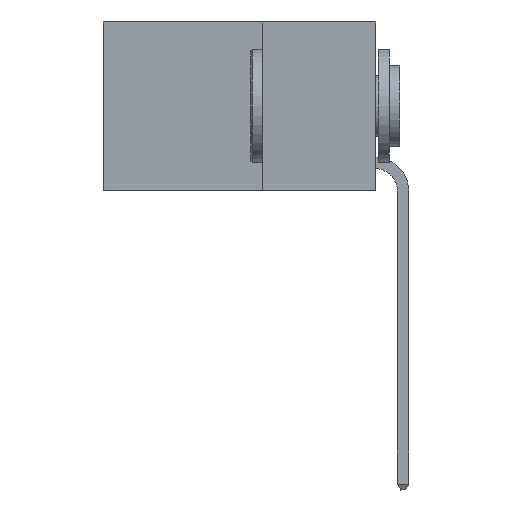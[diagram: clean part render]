
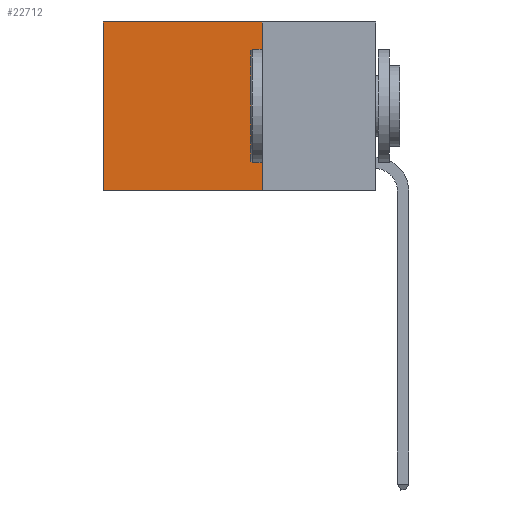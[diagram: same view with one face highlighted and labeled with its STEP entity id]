
A CAD part, left-side view. The second image highlights one B-rep face of the part: STEP entity #22712.
In plain terms, the highlighted planar face has unit normal (-1, 0, 0).
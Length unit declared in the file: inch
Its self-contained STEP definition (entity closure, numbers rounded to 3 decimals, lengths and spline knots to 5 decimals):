
#909 = LINE ( 'NONE', #6802, #1187 ) ;
#1187 = VECTOR ( 'NONE', #12312, 39.37008 ) ;
#2044 = ORIENTED_EDGE ( 'NONE', *, *, #23063, .T. ) ;
#2374 = EDGE_LOOP ( 'NONE', ( #20809, #8317, #12431, #2044 ) ) ;
#2877 = EDGE_CURVE ( 'NONE', #18336, #15431, #10649, .T. ) ;
#4114 = CARTESIAN_POINT ( 'NONE',  ( 0.2625, 0.6, 0. ) ) ;
#4884 = AXIS2_PLACEMENT_3D ( 'NONE', #22065, #18197, #24345 ) ;
#6320 = EDGE_CURVE ( 'NONE', #25080, #15273, #14885, .T. ) ;
#6802 = CARTESIAN_POINT ( 'NONE',  ( 0.2625, 0.25, 0. ) ) ;
#6909 = CARTESIAN_POINT ( 'NONE',  ( 0.2625, 0.6, 0. ) ) ;
#8317 = ORIENTED_EDGE ( 'NONE', *, *, #18775, .F. ) ;
#8809 = CARTESIAN_POINT ( 'NONE',  ( 0.2625, 0.6, -0.37 ) ) ;
#10649 = LINE ( 'NONE', #6909, #11810 ) ;
#10808 = FACE_OUTER_BOUND ( 'NONE', #2374, .T. ) ;
#10856 = VECTOR ( 'NONE', #23125, 39.37008 ) ;
#11810 = VECTOR ( 'NONE', #20715, 39.37008 ) ;
#12312 = DIRECTION ( 'NONE',  ( 0., 1., 0. ) ) ;
#12431 = ORIENTED_EDGE ( 'NONE', *, *, #6320, .F. ) ;
#14517 = DIRECTION ( 'NONE',  ( 0., 0., -1. ) ) ;
#14885 = LINE ( 'NONE', #22583, #24018 ) ;
#15273 = VERTEX_POINT ( 'NONE', #23286 ) ;
#15431 = VERTEX_POINT ( 'NONE', #8809 ) ;
#17598 = CARTESIAN_POINT ( 'NONE',  ( 0.2625, 0.25, -0.37 ) ) ;
#18197 = DIRECTION ( 'NONE',  ( 1., 0., 0. ) ) ;
#18336 = VERTEX_POINT ( 'NONE', #4114 ) ;
#18775 = EDGE_CURVE ( 'NONE', #15273, #15431, #25175, .T. ) ;
#19030 = CARTESIAN_POINT ( 'NONE',  ( 0.2625, 0.25, 0. ) ) ;
#20715 = DIRECTION ( 'NONE',  ( 0., 0., -1. ) ) ;
#20809 = ORIENTED_EDGE ( 'NONE', *, *, #2877, .T. ) ;
#22065 = CARTESIAN_POINT ( 'NONE',  ( 0.2625, 0.25, 0. ) ) ;
#22583 = CARTESIAN_POINT ( 'NONE',  ( 0.2625, 0.25, 0. ) ) ;
#22712 = ADVANCED_FACE ( 'NONE', ( #10808 ), #23973, .F. ) ;
#23063 = EDGE_CURVE ( 'NONE', #25080, #18336, #909, .T. ) ;
#23125 = DIRECTION ( 'NONE',  ( 0., 1., 0. ) ) ;
#23286 = CARTESIAN_POINT ( 'NONE',  ( 0.2625, 0.25, -0.37 ) ) ;
#23973 = PLANE ( 'NONE',  #4884 ) ;
#24018 = VECTOR ( 'NONE', #14517, 39.37008 ) ;
#24345 = DIRECTION ( 'NONE',  ( 0., 0., -1. ) ) ;
#25080 = VERTEX_POINT ( 'NONE', #19030 ) ;
#25175 = LINE ( 'NONE', #17598, #10856 ) ;
